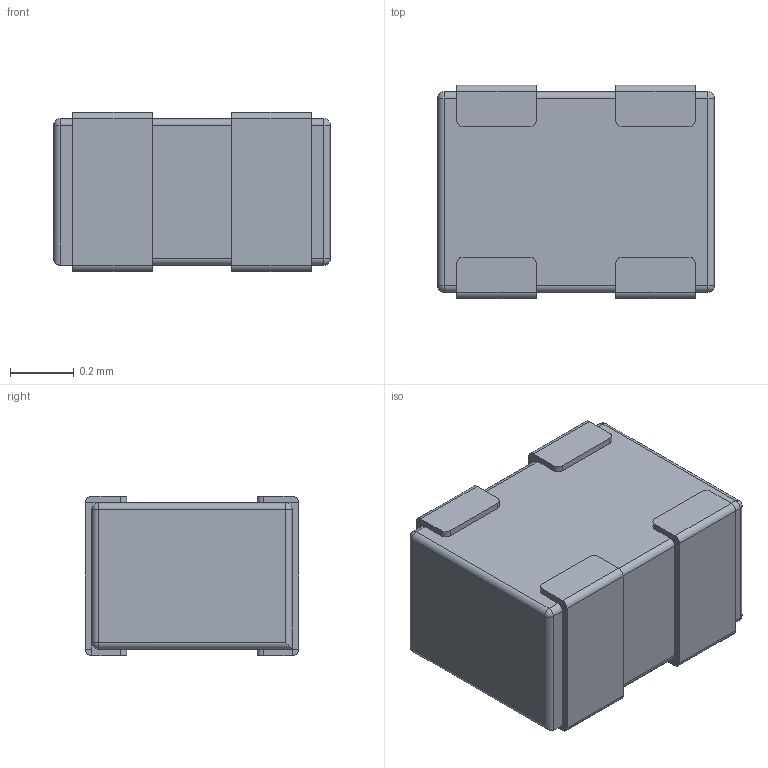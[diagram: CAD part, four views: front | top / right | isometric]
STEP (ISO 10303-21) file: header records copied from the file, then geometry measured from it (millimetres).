
FILE_DESCRIPTION(('FreeCAD Model'),'2;1');
FILE_NAME('ICMF062P.step','2023-05-27T13:42:26',( 'Author'),(''),'Open CASCADE STEP processor 7.3','FreeCAD','Unknown' );
FILE_SCHEMA(('AUTOMOTIVE_DESIGN { 1 0 10303 214 1 1 1 1 }'));
Length unit declared in the file: millimetre
Products named in the file (1): Fillet
Bounding box: 0.87 x 0.67 x 0.5 mm (x, y, z)
Volume: 0.3 mm3; surface area: 2.6 mm2
Topology: 1 solids, 1 shells, 112 faces, 282 edges, 165 vertices
Faces by surface type: plane 62, cylinder 43, sphere 7
Entity records: 7718 total; most frequent: CARTESIAN_POINT 1389, DIRECTION 1064, LINE 645, VECTOR 645, ORIENTED_EDGE 550, PCURVE 550, DEFINITIONAL_REPRESENTATION 550, EDGE_CURVE 275
